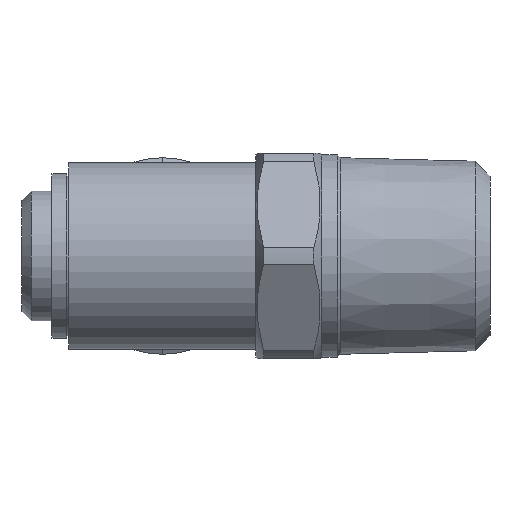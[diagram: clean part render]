
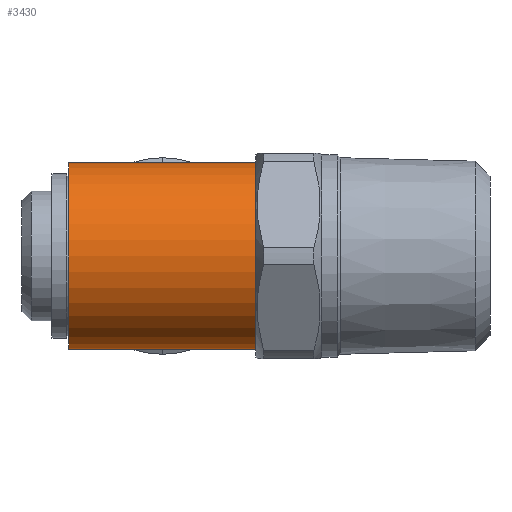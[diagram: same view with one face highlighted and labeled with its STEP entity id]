
A CAD part, left-side view. The second image highlights one B-rep face of the part: STEP entity #3430.
In plain terms, the highlighted cylindrical face has radius 5 mm (diameter 10 mm), a partial arc.
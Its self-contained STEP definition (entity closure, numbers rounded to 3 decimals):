
#137 = EDGE_LOOP ( 'NONE', ( #3265, #3303, #3271, #3276 ) ) ;
#486 = AXIS2_PLACEMENT_3D ( 'NONE', #1066, #1067, #1068 ) ;
#610 = CARTESIAN_POINT ( 'NONE',  ( 0., -5., -5. ) ) ;
#615 = CARTESIAN_POINT ( 'NONE',  ( 0., 5., -5. ) ) ;
#942 = EDGE_CURVE ( 'NONE', #2580, #2159, #1676, .T. ) ;
#1066 = CARTESIAN_POINT ( 'NONE',  ( 0., 13.586, 0. ) ) ;
#1067 = DIRECTION ( 'NONE',  ( 0., 1., 0. ) ) ;
#1068 = DIRECTION ( 'NONE',  ( 0., 0., 1. ) ) ;
#1223 = AXIS2_PLACEMENT_3D ( 'NONE', #2039, #2040, #2041 ) ;
#1263 = AXIS2_PLACEMENT_3D ( 'NONE', #4019, #4020, #4021 ) ;
#1419 = CYLINDRICAL_SURFACE ( 'NONE', #486, 5. ) ;
#1420 = FACE_OUTER_BOUND ( 'NONE', #137, .T. ) ;
#1541 = CIRCLE ( 'NONE', #1263, 5. ) ;
#1676 = CIRCLE ( 'NONE', #1223, 5. ) ;
#2039 = CARTESIAN_POINT ( 'NONE',  ( 0., -5., 0. ) ) ;
#2040 = DIRECTION ( 'NONE',  ( 0., 1., 0. ) ) ;
#2041 = DIRECTION ( 'NONE',  ( 0., 0., 1. ) ) ;
#2102 = CARTESIAN_POINT ( 'NONE',  ( 0., 5., 5. ) ) ;
#2103 = CARTESIAN_POINT ( 'NONE',  ( 0., -5., 5. ) ) ;
#2158 = VERTEX_POINT ( 'NONE', #2102 ) ;
#2159 = VERTEX_POINT ( 'NONE', #2103 ) ;
#2580 = VERTEX_POINT ( 'NONE', #610 ) ;
#2585 = VERTEX_POINT ( 'NONE', #615 ) ;
#2706 = EDGE_CURVE ( 'NONE', #2158, #2585, #1541, .T. ) ;
#3265 = ORIENTED_EDGE ( 'NONE', *, *, #3868, .F. ) ;
#3271 = ORIENTED_EDGE ( 'NONE', *, *, #3870, .T. ) ;
#3276 = ORIENTED_EDGE ( 'NONE', *, *, #2706, .T. ) ;
#3303 = ORIENTED_EDGE ( 'NONE', *, *, #942, .T. ) ;
#3430 = ADVANCED_FACE ( 'NONE', ( #1420 ), #1419, .T. ) ;
#3796 = CARTESIAN_POINT ( 'NONE',  ( 0., 13.586, -5. ) ) ;
#3797 = DIRECTION ( 'NONE',  ( 0., 1., 0. ) ) ;
#3801 = CARTESIAN_POINT ( 'NONE',  ( 0., 13.586, 5. ) ) ;
#3802 = DIRECTION ( 'NONE',  ( 0., 1., 0. ) ) ;
#3868 = EDGE_CURVE ( 'NONE', #2580, #2585, #4387, .T. ) ;
#3870 = EDGE_CURVE ( 'NONE', #2159, #2158, #4390, .T. ) ;
#4019 = CARTESIAN_POINT ( 'NONE',  ( 0., 5., 0. ) ) ;
#4020 = DIRECTION ( 'NONE',  ( 0., -1., 0. ) ) ;
#4021 = DIRECTION ( 'NONE',  ( 0., 0., -1. ) ) ;
#4387 = LINE ( 'NONE', #3796, #4389 ) ;
#4389 = VECTOR ( 'NONE', #3797, 1000. ) ;
#4390 = LINE ( 'NONE', #3801, #4392 ) ;
#4392 = VECTOR ( 'NONE', #3802, 1000. ) ;
